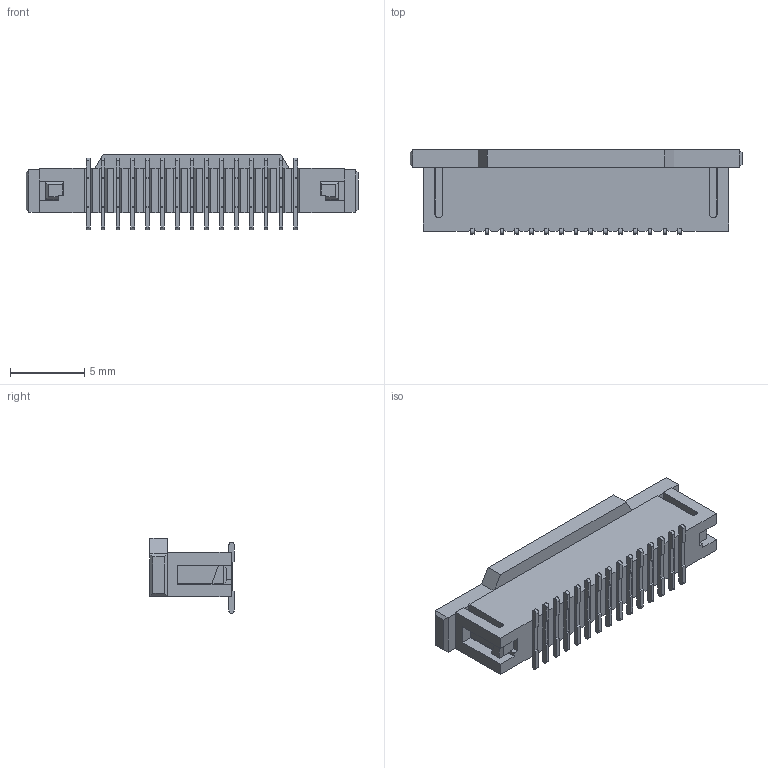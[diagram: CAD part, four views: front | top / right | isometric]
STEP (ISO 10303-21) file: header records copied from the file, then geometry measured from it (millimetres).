
FILE_DESCRIPTION (( 'STEP AP203' ), '1' );
FILE_NAME ('Camera Connector- RPi4ModelB.STEP_Predeterminado_sldprt.STEP', '2022-06-23T14:44:11', ( '' ), ( '' ), 'SwSTEP 2.0', 'SolidWorks 2020', '' );
FILE_SCHEMA (( 'CONFIG_CONTROL_DESIGN' ));
Length unit declared in the file: millimetre
Products named in the file (1): Camera Connector- RPi4ModelB.STEP_Predeterminado_sldprt
Bounding box: 22.4 x 5.68 x 5.07 mm (x, y, z)
Volume: 285.5 mm3; surface area: 1171.7 mm2
Topology: 17 solids, 17 shells, 995 faces, 2993 edges, 1970 vertices
Faces by surface type: plane 824, cylinder 171
Entity records: 33314 total; most frequent: ORIENTED_EDGE 5986, CARTESIAN_POINT 5959, DIRECTION 5327, EDGE_CURVE 2993, VECTOR 2651, LINE 2651, VERTEX_POINT 1970, AXIS2_PLACEMENT_3D 1338
